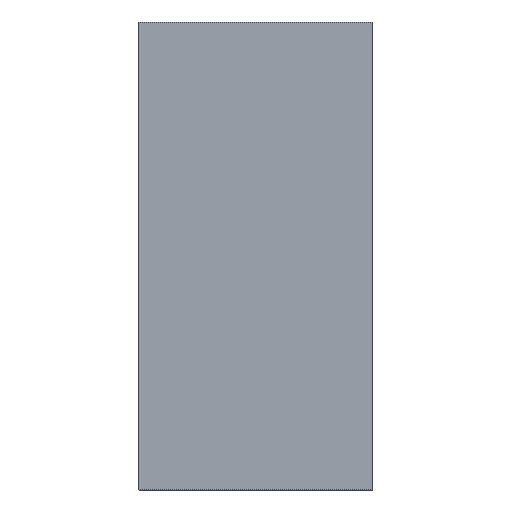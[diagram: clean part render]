
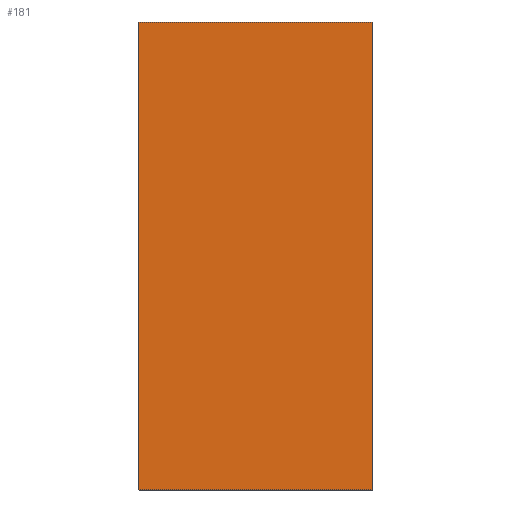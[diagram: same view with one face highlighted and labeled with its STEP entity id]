
A CAD part, left-side view. The second image highlights one B-rep face of the part: STEP entity #181.
In plain terms, the highlighted planar face has unit normal (-1, 0, 0).
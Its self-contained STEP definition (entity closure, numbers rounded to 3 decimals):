
#157 = CARTESIAN_POINT ( 'NONE',  ( -1.25, 0., 1. ) ) ;
#181 = ADVANCED_FACE ( 'NONE', ( #2141 ), #724, .F. ) ;
#186 = VERTEX_POINT ( 'NONE', #1421 ) ;
#280 = CARTESIAN_POINT ( 'NONE',  ( -1.25, 1., 1. ) ) ;
#291 = CARTESIAN_POINT ( 'NONE',  ( -1.25, 0., 1. ) ) ;
#334 = CARTESIAN_POINT ( 'NONE',  ( -1.25, 1., 1. ) ) ;
#381 = CARTESIAN_POINT ( 'NONE',  ( -1.25, 1., -1. ) ) ;
#527 = DIRECTION ( 'NONE',  ( 0., -1., 0. ) ) ;
#572 = EDGE_CURVE ( 'NONE', #186, #1925, #2387, .T. ) ;
#589 = AXIS2_PLACEMENT_3D ( 'NONE', #280, #2595, #735 ) ;
#647 = VERTEX_POINT ( 'NONE', #890 ) ;
#652 = VECTOR ( 'NONE', #1952, 1000. ) ;
#724 = PLANE ( 'NONE',  #589 ) ;
#735 = DIRECTION ( 'NONE',  ( 0., 0., -1. ) ) ;
#848 = DIRECTION ( 'NONE',  ( 0., -1., 0. ) ) ;
#890 = CARTESIAN_POINT ( 'NONE',  ( -1.25, 0., -1. ) ) ;
#969 = CARTESIAN_POINT ( 'NONE',  ( -1.25, 1., 1. ) ) ;
#1201 = VERTEX_POINT ( 'NONE', #2087 ) ;
#1245 = LINE ( 'NONE', #969, #652 ) ;
#1326 = EDGE_CURVE ( 'NONE', #1201, #186, #1245, .T. ) ;
#1421 = CARTESIAN_POINT ( 'NONE',  ( -1.25, 1., 1. ) ) ;
#1506 = DIRECTION ( 'NONE',  ( 0., 0., 1. ) ) ;
#1526 = EDGE_CURVE ( 'NONE', #647, #1925, #2602, .T. ) ;
#1673 = EDGE_LOOP ( 'NONE', ( #2034, #2441, #2774, #1732 ) ) ;
#1732 = ORIENTED_EDGE ( 'NONE', *, *, #2222, .T. ) ;
#1779 = VECTOR ( 'NONE', #848, 1000. ) ;
#1852 = LINE ( 'NONE', #381, #1779 ) ;
#1925 = VERTEX_POINT ( 'NONE', #291 ) ;
#1952 = DIRECTION ( 'NONE',  ( 0., 0., 1. ) ) ;
#2034 = ORIENTED_EDGE ( 'NONE', *, *, #1526, .T. ) ;
#2087 = CARTESIAN_POINT ( 'NONE',  ( -1.25, 1., -1. ) ) ;
#2141 = FACE_OUTER_BOUND ( 'NONE', #1673, .T. ) ;
#2222 = EDGE_CURVE ( 'NONE', #1201, #647, #1852, .T. ) ;
#2317 = VECTOR ( 'NONE', #527, 1000. ) ;
#2387 = LINE ( 'NONE', #334, #2317 ) ;
#2441 = ORIENTED_EDGE ( 'NONE', *, *, #572, .F. ) ;
#2595 = DIRECTION ( 'NONE',  ( 1., 0., 0. ) ) ;
#2602 = LINE ( 'NONE', #157, #2877 ) ;
#2774 = ORIENTED_EDGE ( 'NONE', *, *, #1326, .F. ) ;
#2877 = VECTOR ( 'NONE', #1506, 1000. ) ;
